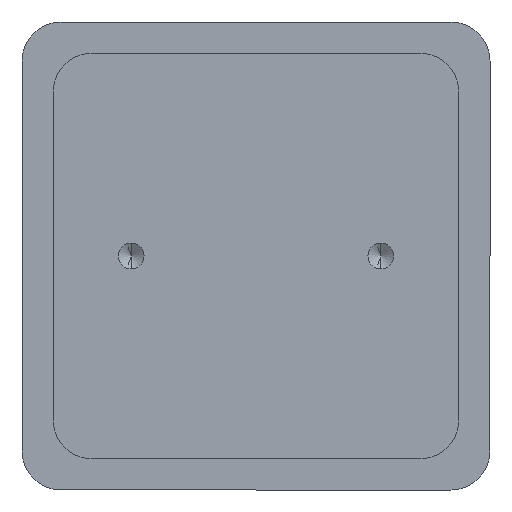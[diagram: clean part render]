
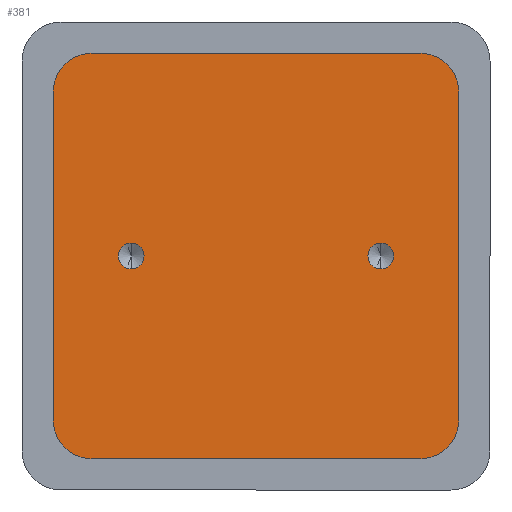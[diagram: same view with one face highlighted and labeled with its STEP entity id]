
A CAD part, front view. The second image highlights one B-rep face of the part: STEP entity #381.
In plain terms, the highlighted planar face has unit normal (0, -1, 0).
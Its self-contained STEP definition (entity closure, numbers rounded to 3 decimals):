
#28 = CIRCLE ( 'NONE', #762, 1.65 ) ;
#31 = DIRECTION ( 'NONE',  ( 1., 0., 0. ) ) ;
#32 = ORIENTED_EDGE ( 'NONE', *, *, #719, .F. ) ;
#56 = DIRECTION ( 'NONE',  ( 0., 0., -1. ) ) ;
#63 = EDGE_CURVE ( 'NONE', #216, #528, #193, .T. ) ;
#66 = ORIENTED_EDGE ( 'NONE', *, *, #77, .F. ) ;
#72 = CARTESIAN_POINT ( 'NONE',  ( -21., 0., 21. ) ) ;
#77 = EDGE_CURVE ( 'NONE', #400, #110, #28, .T. ) ;
#83 = EDGE_CURVE ( 'NONE', #216, #319, #522, .T. ) ;
#99 = VECTOR ( 'NONE', #56, 1000. ) ;
#110 = VERTEX_POINT ( 'NONE', #396 ) ;
#111 = DIRECTION ( 'NONE',  ( 0., 1., 0. ) ) ;
#116 = ORIENTED_EDGE ( 'NONE', *, *, #248, .T. ) ;
#124 = LINE ( 'NONE', #464, #265 ) ;
#132 = ORIENTED_EDGE ( 'NONE', *, *, #186, .F. ) ;
#142 = AXIS2_PLACEMENT_3D ( 'NONE', #882, #672, #271 ) ;
#171 = DIRECTION ( 'NONE',  ( 0., -1., 0. ) ) ;
#175 = DIRECTION ( 'NONE',  ( 0., 0., 1. ) ) ;
#186 = EDGE_CURVE ( 'NONE', #361, #282, #124, .T. ) ;
#190 = CARTESIAN_POINT ( 'NONE',  ( -16., 0., 1.65 ) ) ;
#193 = LINE ( 'NONE', #623, #99 ) ;
#198 = ORIENTED_EDGE ( 'NONE', *, *, #318, .F. ) ;
#201 = DIRECTION ( 'NONE',  ( 0., 0., -1. ) ) ;
#205 = DIRECTION ( 'NONE',  ( 0., 0., -1. ) ) ;
#216 = VERTEX_POINT ( 'NONE', #756 ) ;
#228 = CARTESIAN_POINT ( 'NONE',  ( -21., 0., -21. ) ) ;
#233 = CARTESIAN_POINT ( 'NONE',  ( -21., 0., -26. ) ) ;
#239 = VECTOR ( 'NONE', #811, 1000. ) ;
#242 = DIRECTION ( 'NONE',  ( 0., 0., 1. ) ) ;
#245 = ORIENTED_EDGE ( 'NONE', *, *, #402, .T. ) ;
#248 = EDGE_CURVE ( 'NONE', #488, #282, #523, .T. ) ;
#252 = ORIENTED_EDGE ( 'NONE', *, *, #63, .F. ) ;
#255 = CARTESIAN_POINT ( 'NONE',  ( 16., 0., 0. ) ) ;
#265 = VECTOR ( 'NONE', #694, 1000. ) ;
#271 = DIRECTION ( 'NONE',  ( 0., 0., 1. ) ) ;
#273 = PLANE ( 'NONE',  #539 ) ;
#282 = VERTEX_POINT ( 'NONE', #879 ) ;
#314 = VERTEX_POINT ( 'NONE', #417 ) ;
#318 = EDGE_CURVE ( 'NONE', #314, #530, #434, .T. ) ;
#319 = VERTEX_POINT ( 'NONE', #769 ) ;
#330 = DIRECTION ( 'NONE',  ( 0., -1., 0. ) ) ;
#353 = AXIS2_PLACEMENT_3D ( 'NONE', #228, #171, #567 ) ;
#361 = VERTEX_POINT ( 'NONE', #836 ) ;
#374 = LINE ( 'NONE', #787, #842 ) ;
#375 = CARTESIAN_POINT ( 'NONE',  ( 16., 0., -1.65 ) ) ;
#381 = ADVANCED_FACE ( 'NONE', ( #838, #490, #775 ), #273, .F. ) ;
#396 = CARTESIAN_POINT ( 'NONE',  ( 16., 0., 1.65 ) ) ;
#397 = CARTESIAN_POINT ( 'NONE',  ( 26., 0., -21. ) ) ;
#400 = VERTEX_POINT ( 'NONE', #375 ) ;
#402 = EDGE_CURVE ( 'NONE', #860, #528, #889, .T. ) ;
#417 = CARTESIAN_POINT ( 'NONE',  ( -16., 0., -1.65 ) ) ;
#434 = CIRCLE ( 'NONE', #554, 1.65 ) ;
#447 = AXIS2_PLACEMENT_3D ( 'NONE', #72, #330, #819 ) ;
#452 = VERTEX_POINT ( 'NONE', #233 ) ;
#458 = ORIENTED_EDGE ( 'NONE', *, *, #624, .F. ) ;
#463 = CARTESIAN_POINT ( 'NONE',  ( -26., 0., -26. ) ) ;
#464 = CARTESIAN_POINT ( 'NONE',  ( -26., 0., -26. ) ) ;
#467 = DIRECTION ( 'NONE',  ( 0., 0., -1. ) ) ;
#488 = VERTEX_POINT ( 'NONE', #795 ) ;
#489 = CARTESIAN_POINT ( 'NONE',  ( 21., 0., -26. ) ) ;
#490 = FACE_BOUND ( 'NONE', #733, .T. ) ;
#494 = AXIS2_PLACEMENT_3D ( 'NONE', #255, #541, #205 ) ;
#510 = AXIS2_PLACEMENT_3D ( 'NONE', #857, #665, #242 ) ;
#520 = EDGE_LOOP ( 'NONE', ( #458, #245, #252, #641, #32, #116, #132, #887 ) ) ;
#522 = CIRCLE ( 'NONE', #142, 5. ) ;
#523 = CIRCLE ( 'NONE', #447, 5. ) ;
#528 = VERTEX_POINT ( 'NONE', #397 ) ;
#530 = VERTEX_POINT ( 'NONE', #190 ) ;
#539 = AXIS2_PLACEMENT_3D ( 'NONE', #796, #111, #175 ) ;
#541 = DIRECTION ( 'NONE',  ( 0., -1., 0. ) ) ;
#554 = AXIS2_PLACEMENT_3D ( 'NONE', #822, #834, #559 ) ;
#559 = DIRECTION ( 'NONE',  ( 0., 0., -1. ) ) ;
#567 = DIRECTION ( 'NONE',  ( 0., 0., 1. ) ) ;
#599 = ORIENTED_EDGE ( 'NONE', *, *, #636, .F. ) ;
#605 = EDGE_CURVE ( 'NONE', #110, #400, #764, .T. ) ;
#623 = CARTESIAN_POINT ( 'NONE',  ( 26., 0., -26. ) ) ;
#624 = EDGE_CURVE ( 'NONE', #860, #452, #883, .T. ) ;
#636 = EDGE_CURVE ( 'NONE', #530, #314, #776, .T. ) ;
#641 = ORIENTED_EDGE ( 'NONE', *, *, #83, .T. ) ;
#665 = DIRECTION ( 'NONE',  ( 0., -1., 0. ) ) ;
#672 = DIRECTION ( 'NONE',  ( 0., -1., 0. ) ) ;
#691 = AXIS2_PLACEMENT_3D ( 'NONE', #748, #818, #201 ) ;
#694 = DIRECTION ( 'NONE',  ( 0., 0., 1. ) ) ;
#695 = DIRECTION ( 'NONE',  ( 0., -1., 0. ) ) ;
#719 = EDGE_CURVE ( 'NONE', #488, #319, #374, .T. ) ;
#723 = ORIENTED_EDGE ( 'NONE', *, *, #605, .F. ) ;
#733 = EDGE_LOOP ( 'NONE', ( #66, #723 ) ) ;
#746 = CIRCLE ( 'NONE', #353, 5. ) ;
#748 = CARTESIAN_POINT ( 'NONE',  ( -16., 0., 0. ) ) ;
#756 = CARTESIAN_POINT ( 'NONE',  ( 26., 0., 21. ) ) ;
#762 = AXIS2_PLACEMENT_3D ( 'NONE', #809, #695, #467 ) ;
#764 = CIRCLE ( 'NONE', #494, 1.65 ) ;
#769 = CARTESIAN_POINT ( 'NONE',  ( 21., 0., 26. ) ) ;
#771 = EDGE_CURVE ( 'NONE', #361, #452, #746, .T. ) ;
#775 = FACE_OUTER_BOUND ( 'NONE', #520, .T. ) ;
#776 = CIRCLE ( 'NONE', #691, 1.65 ) ;
#787 = CARTESIAN_POINT ( 'NONE',  ( -26., 0., 26. ) ) ;
#795 = CARTESIAN_POINT ( 'NONE',  ( -21., 0., 26. ) ) ;
#796 = CARTESIAN_POINT ( 'NONE',  ( 0., 0., 0. ) ) ;
#803 = EDGE_LOOP ( 'NONE', ( #198, #599 ) ) ;
#809 = CARTESIAN_POINT ( 'NONE',  ( 16., 0., 0. ) ) ;
#811 = DIRECTION ( 'NONE',  ( -1., 0., 0. ) ) ;
#818 = DIRECTION ( 'NONE',  ( 0., -1., 0. ) ) ;
#819 = DIRECTION ( 'NONE',  ( 0., 0., 1. ) ) ;
#822 = CARTESIAN_POINT ( 'NONE',  ( -16., 0., 0. ) ) ;
#834 = DIRECTION ( 'NONE',  ( 0., -1., 0. ) ) ;
#836 = CARTESIAN_POINT ( 'NONE',  ( -26., 0., -21. ) ) ;
#838 = FACE_BOUND ( 'NONE', #803, .T. ) ;
#842 = VECTOR ( 'NONE', #31, 1000. ) ;
#857 = CARTESIAN_POINT ( 'NONE',  ( 21., 0., -21. ) ) ;
#860 = VERTEX_POINT ( 'NONE', #489 ) ;
#879 = CARTESIAN_POINT ( 'NONE',  ( -26., 0., 21. ) ) ;
#882 = CARTESIAN_POINT ( 'NONE',  ( 21., 0., 21. ) ) ;
#883 = LINE ( 'NONE', #463, #239 ) ;
#887 = ORIENTED_EDGE ( 'NONE', *, *, #771, .T. ) ;
#889 = CIRCLE ( 'NONE', #510, 5. ) ;
